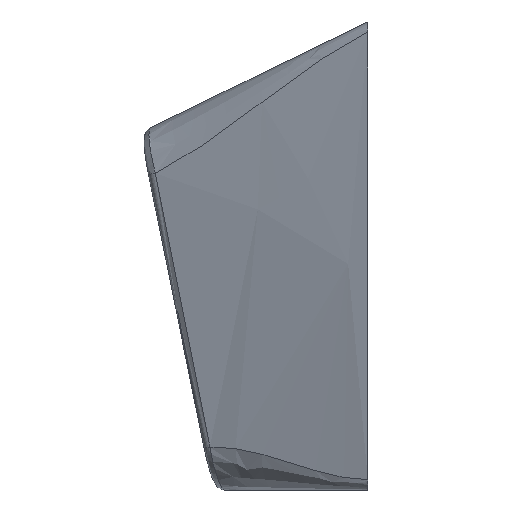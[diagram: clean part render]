
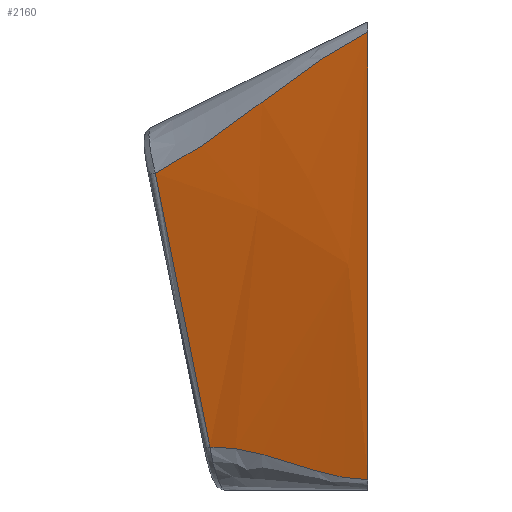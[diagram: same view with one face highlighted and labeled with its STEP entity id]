
A CAD part, left-side view. The second image highlights one B-rep face of the part: STEP entity #2160.
In plain terms, the highlighted free-form (B-spline) face has degree [3, 1] with [6, 2] control points.
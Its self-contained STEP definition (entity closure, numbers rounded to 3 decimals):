
#1937=VERTEX_POINT('',#1938);
#1938=CARTESIAN_POINT('',(0.0,0.0,-0.383));
#1950=EDGE_CURVE('',#1937,#1951,#1953,.F.);
#1951=VERTEX_POINT('',#1952);
#1952=CARTESIAN_POINT('',(0.0,0.0,-17.6));
#1953=LINE('',#1954,#1955);
#1954=CARTESIAN_POINT('',(0.0,0.0,0.0));
#1955=VECTOR('',#1956,1.0);
#1956=DIRECTION('',(0.0,0.0,1.0));
#2160=ADVANCED_FACE('',(#2161),#2268,.F.);
#2161=FACE_BOUND('',#2162,.T.);
#2162=EDGE_LOOP('',(#2163,#2205,#2220,#2267));
#2163=ORIENTED_EDGE('',*,*,#2164,.T.);
#2164=EDGE_CURVE('',#1937,#2165,#2167,.T.);
#2165=VERTEX_POINT('',#2166);
#2166=CARTESIAN_POINT('',(2.897,8.171,-5.816));
#2167=B_SPLINE_CURVE_WITH_KNOTS('',4,(#2168,#2169,#2170,#2171,#2172,#2173,#2174,#2175,#2176,#2177,#2178,#2179,#2180,#2181,#2182,#2183,#2184,#2185,#2186,#2187,#2188,#2189,#2190,#2191,#2192,#2193,#2194,#2195,#2196,#2197,#2198,#2199,#2200,#2201,#2202,#2203,#2204),.UNSPECIFIED.,.F.,.U.,(5,4,4,4,4,4,4,4,4,5),(0.0,0.125,0.25,0.375,0.5,0.625,0.75,0.875,0.938,0.969),.UNSPECIFIED.);
#2168=CARTESIAN_POINT('',(0.,0.,-0.383));
#2169=CARTESIAN_POINT('',(0.092,0.267,-0.517));
#2170=CARTESIAN_POINT('',(0.185,0.539,-0.664));
#2171=CARTESIAN_POINT('',(0.28,0.815,-0.823));
#2172=CARTESIAN_POINT('',(0.377,1.096,-0.993));
#2173=CARTESIAN_POINT('',(0.464,1.35,-1.148));
#2174=CARTESIAN_POINT('',(0.555,1.612,-1.315));
#2175=CARTESIAN_POINT('',(0.648,1.881,-1.494));
#2176=CARTESIAN_POINT('',(0.744,2.157,-1.683));
#2177=CARTESIAN_POINT('',(0.827,2.394,-1.847));
#2178=CARTESIAN_POINT('',(0.915,2.647,-2.026));
#2179=CARTESIAN_POINT('',(1.008,2.914,-2.219));
#2180=CARTESIAN_POINT('',(1.107,3.195,-2.426));
#2181=CARTESIAN_POINT('',(1.177,3.392,-2.572));
#2182=CARTESIAN_POINT('',(1.261,3.63,-2.75));
#2183=CARTESIAN_POINT('',(1.359,3.906,-2.958));
#2184=CARTESIAN_POINT('',(1.471,4.222,-3.195));
#2185=CARTESIAN_POINT('',(1.613,4.619,-3.495));
#2186=CARTESIAN_POINT('',(1.722,4.921,-3.72));
#2187=CARTESIAN_POINT('',(1.798,5.131,-3.876));
#2188=CARTESIAN_POINT('',(1.84,5.249,-3.962));
#2189=CARTESIAN_POINT('',(1.946,5.542,-4.177));
#2190=CARTESIAN_POINT('',(2.044,5.813,-4.37));
#2191=CARTESIAN_POINT('',(2.134,6.062,-4.544));
#2192=CARTESIAN_POINT('',(2.217,6.289,-4.698));
#2193=CARTESIAN_POINT('',(2.321,6.575,-4.89));
#2194=CARTESIAN_POINT('',(2.419,6.847,-5.067));
#2195=CARTESIAN_POINT('',(2.514,7.107,-5.227));
#2196=CARTESIAN_POINT('',(2.604,7.355,-5.373));
#2197=CARTESIAN_POINT('',(2.654,7.495,-5.455));
#2198=CARTESIAN_POINT('',(2.704,7.633,-5.533));
#2199=CARTESIAN_POINT('',(2.753,7.769,-5.607));
#2200=CARTESIAN_POINT('',(2.801,7.902,-5.677));
#2201=CARTESIAN_POINT('',(2.819,7.952,-5.704));
#2202=CARTESIAN_POINT('',(2.841,8.014,-5.736));
#2203=CARTESIAN_POINT('',(2.867,8.087,-5.774));
#2204=CARTESIAN_POINT('',(2.897,8.171,-5.816));
#2205=ORIENTED_EDGE('',*,*,#2206,.T.);
#2206=EDGE_CURVE('',#2165,#2207,#2209,.T.);
#2207=VERTEX_POINT('',#2208);
#2208=CARTESIAN_POINT('',(2.877,6.073,-16.346));
#2209=B_SPLINE_CURVE_WITH_KNOTS('',3,(#2210,#2211,#2212,#2213,#2214,#2215,#2216,#2217,#2218,#2219),.UNSPECIFIED.,.F.,.U.,(4,2,2,2,4),(-5.158,0.,5.369,10.738,15.896),.UNSPECIFIED.);
#2210=CARTESIAN_POINT('',(2.906,9.187,-0.759));
#2211=CARTESIAN_POINT('',(2.903,8.848,-2.445));
#2212=CARTESIAN_POINT('',(2.9,8.509,-4.13));
#2213=CARTESIAN_POINT('',(2.894,7.819,-7.571));
#2214=CARTESIAN_POINT('',(2.891,7.468,-9.326));
#2215=CARTESIAN_POINT('',(2.884,6.768,-12.836));
#2216=CARTESIAN_POINT('',(2.88,6.42,-14.591));
#2217=CARTESIAN_POINT('',(2.873,5.739,-18.033));
#2218=CARTESIAN_POINT('',(2.869,5.407,-19.72));
#2219=CARTESIAN_POINT('',(2.866,5.077,-21.407));
#2220=ORIENTED_EDGE('',*,*,#2221,.T.);
#2221=EDGE_CURVE('',#2207,#1951,#2222,.T.);
#2222=B_SPLINE_CURVE_WITH_KNOTS('',4,(#2223,#2224,#2225,#2226,#2227,#2228,#2229,#2230,#2231,#2232,#2233,#2234,#2235,#2236,#2237,#2238,#2239,#2240,#2241,#2242,#2243,#2244,#2245,#2246,#2247,#2248,#2249,#2250,#2251,#2252,#2253,#2254,#2255,#2256,#2257,#2258,#2259,#2260,#2261,#2262,#2263,#2264,#2265,#2266),.UNSPECIFIED.,.F.,.U.,(5,4,4,4,4,4,4,3,4,4,4,5),(0.038,0.063,0.125,0.25,0.375,0.438,0.5,0.509,0.625,0.75,0.875,1.0),.UNSPECIFIED.);
#2223=CARTESIAN_POINT('',(2.877,6.073,-16.347));
#2224=CARTESIAN_POINT('',(2.856,6.029,-16.345));
#2225=CARTESIAN_POINT('',(2.839,5.992,-16.345));
#2226=CARTESIAN_POINT('',(2.825,5.962,-16.344));
#2227=CARTESIAN_POINT('',(2.813,5.938,-16.344));
#2228=CARTESIAN_POINT('',(2.768,5.841,-16.344));
#2229=CARTESIAN_POINT('',(2.723,5.743,-16.346));
#2230=CARTESIAN_POINT('',(2.676,5.643,-16.35));
#2231=CARTESIAN_POINT('',(2.629,5.54,-16.358));
#2232=CARTESIAN_POINT('',(2.544,5.358,-16.371));
#2233=CARTESIAN_POINT('',(2.455,5.165,-16.393));
#2234=CARTESIAN_POINT('',(2.362,4.961,-16.425));
#2235=CARTESIAN_POINT('',(2.264,4.746,-16.467));
#2236=CARTESIAN_POINT('',(2.186,4.577,-16.501));
#2237=CARTESIAN_POINT('',(2.099,4.389,-16.543));
#2238=CARTESIAN_POINT('',(2.004,4.181,-16.595));
#2239=CARTESIAN_POINT('',(1.899,3.954,-16.659));
#2240=CARTESIAN_POINT('',(1.862,3.873,-16.681));
#2241=CARTESIAN_POINT('',(1.819,3.78,-16.708));
#2242=CARTESIAN_POINT('',(1.77,3.675,-16.739));
#2243=CARTESIAN_POINT('',(1.716,3.558,-16.774));
#2244=CARTESIAN_POINT('',(1.67,3.459,-16.804));
#2245=CARTESIAN_POINT('',(1.624,3.36,-16.835));
#2246=CARTESIAN_POINT('',(1.578,3.261,-16.866));
#2247=CARTESIAN_POINT('',(1.531,3.163,-16.897));
#2248=CARTESIAN_POINT('',(1.523,3.146,-16.903));
#2249=CARTESIAN_POINT('',(1.516,3.129,-16.908));
#2250=CARTESIAN_POINT('',(1.508,3.112,-16.913));
#2251=CARTESIAN_POINT('',(1.404,2.89,-16.984));
#2252=CARTESIAN_POINT('',(1.315,2.701,-17.045));
#2253=CARTESIAN_POINT('',(1.232,2.528,-17.1));
#2254=CARTESIAN_POINT('',(1.158,2.371,-17.149));
#2255=CARTESIAN_POINT('',(1.055,2.157,-17.215));
#2256=CARTESIAN_POINT('',(0.958,1.954,-17.275));
#2257=CARTESIAN_POINT('',(0.865,1.762,-17.329));
#2258=CARTESIAN_POINT('',(0.777,1.581,-17.375));
#2259=CARTESIAN_POINT('',(0.676,1.372,-17.428));
#2260=CARTESIAN_POINT('',(0.578,1.172,-17.473));
#2261=CARTESIAN_POINT('',(0.483,0.978,-17.51));
#2262=CARTESIAN_POINT('',(0.39,0.79,-17.539));
#2263=CARTESIAN_POINT('',(0.291,0.589,-17.569));
#2264=CARTESIAN_POINT('',(0.193,0.391,-17.59));
#2265=CARTESIAN_POINT('',(0.096,0.194,-17.6));
#2266=CARTESIAN_POINT('',(0.,0.,-17.6));
#2267=ORIENTED_EDGE('',*,*,#1950,.F.);
#2268=B_SPLINE_SURFACE_WITH_KNOTS('',3,1,((#2269,#2270),(#2271,#2272),(#2273,#2274),(#2275,#2276),(#2277,#2278),(#2279,#2280)),.UNSPECIFIED.,.F.,.F.,.U.,(4,2,4),(2,2),(0.0,0.5,1.0),(0.0,1.0),.UNSPECIFIED.);
#2269=CARTESIAN_POINT('',(0.0,0.0,-18.0));
#2270=CARTESIAN_POINT('',(0.0,0.0,0.0));
#2271=CARTESIAN_POINT('',(0.5,1.0,-18.0));
#2272=CARTESIAN_POINT('',(0.5,1.467,-0.714));
#2273=CARTESIAN_POINT('',(1.0,2.0,-18.0));
#2274=CARTESIAN_POINT('',(1.0,2.933,-1.428));
#2275=CARTESIAN_POINT('',(2.0,4.0,-18.0));
#2276=CARTESIAN_POINT('',(2.0,5.867,-2.855));
#2277=CARTESIAN_POINT('',(2.5,5.0,-18.0));
#2278=CARTESIAN_POINT('',(2.5,7.333,-3.569));
#2279=CARTESIAN_POINT('',(3.0,6.0,-18.0));
#2280=CARTESIAN_POINT('',(3.0,8.8,-4.283));
